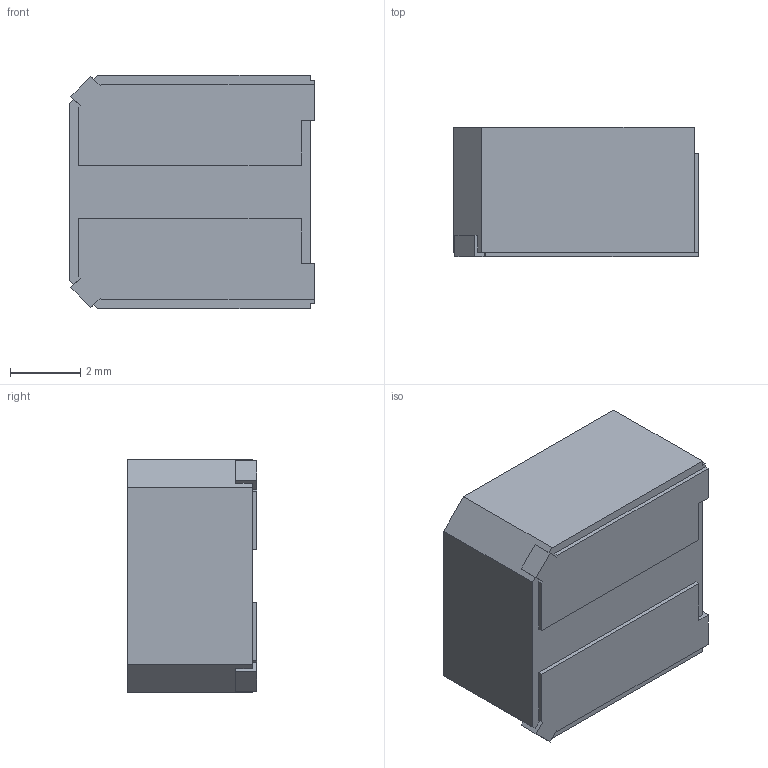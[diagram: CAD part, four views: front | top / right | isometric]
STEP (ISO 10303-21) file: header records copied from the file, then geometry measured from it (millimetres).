
FILE_DESCRIPTION(/* description */ (''),/* implementation_level */ '2;1');
FILE_NAME(/* name */ 'Inductor-SRT8045.step',/* time_stamp */ '2021-10-14T22:03:59+08:00',/* author */ (''),/* organization */ (''),/* preprocessor_version */ 'ST-DEVELOPER v18.1',/* originating_system */ 'Autodesk Translation Framework v10.9.0.1377',/* authorisation */ '');
FILE_SCHEMA (('AUTOMOTIVE_DESIGN { 1 0 10303 214 3 1 1 }'));
Length unit declared in the file: millimetre
Products named in the file (1): (未保存)
Bounding box: 6.96 x 3.68 x 6.64 mm (x, y, z)
Volume: 163.8 mm3; surface area: 188.9 mm2
Topology: 1 solids, 1 shells, 45 faces, 189 edges, 151 vertices
Faces by surface type: plane 45
Entity records: 2478 total; most frequent: CARTESIAN_POINT 950, ORIENTED_EDGE 378, DIRECTION 206, EDGE_CURVE 189, VERTEX_POINT 151, LINE 114, VECTOR 114, B_SPLINE_CURVE_WITH_KNOTS 75
